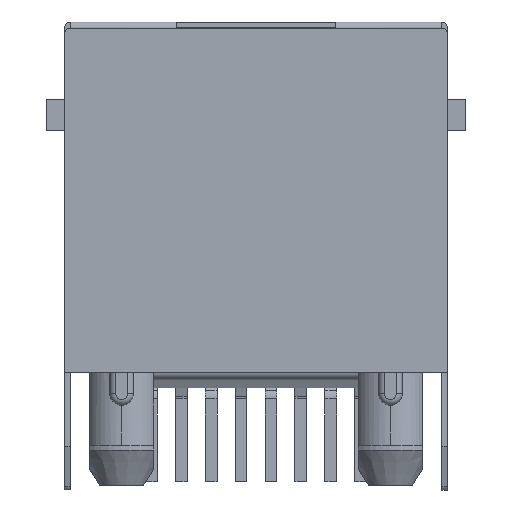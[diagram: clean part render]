
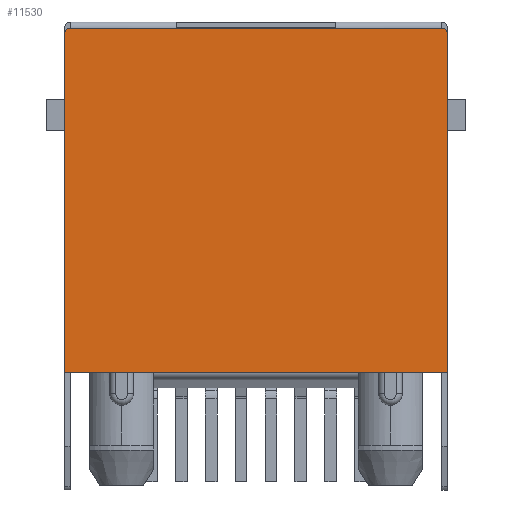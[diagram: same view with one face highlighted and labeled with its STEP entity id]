
A CAD part, front view. The second image highlights one B-rep face of the part: STEP entity #11530.
In plain terms, the highlighted planar face has unit normal (0, -1, 0).
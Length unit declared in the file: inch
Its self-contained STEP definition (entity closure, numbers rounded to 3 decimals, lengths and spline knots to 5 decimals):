
#292 = VERTEX_POINT ( 'NONE', #14335 ) ;
#629 = EDGE_CURVE ( 'NONE', #15587, #21625, #6191, .T. ) ;
#1756 = ORIENTED_EDGE ( 'NONE', *, *, #19440, .T. ) ;
#1868 = VERTEX_POINT ( 'NONE', #12205 ) ;
#1911 = CARTESIAN_POINT ( 'NONE',  ( -0.31063, -0.26378, -0.00866 ) ) ;
#2366 = CARTESIAN_POINT ( 'NONE',  ( -0.32087, -0.26378, -0.5748 ) ) ;
#3450 = PLANE ( 'NONE',  #25434 ) ;
#4636 = CARTESIAN_POINT ( 'NONE',  ( 0.32087, -0.26378, 0.01181 ) ) ;
#4943 = CARTESIAN_POINT ( 'NONE',  ( 0.32087, -0.26378, 0.00157 ) ) ;
#5028 = DIRECTION ( 'NONE',  ( 0., -1., 0. ) ) ;
#5053 = CARTESIAN_POINT ( 'NONE',  ( -0.32087, -0.26378, -0.00866 ) ) ;
#5676 = FACE_OUTER_BOUND ( 'NONE', #11928, .T. ) ;
#6191 = LINE ( 'NONE', #12959, #28133 ) ;
#6339 = VERTEX_POINT ( 'NONE', #5053 ) ;
#8015 = CARTESIAN_POINT ( 'NONE',  ( 0.32087, -0.26378, 0.01181 ) ) ;
#8911 = DIRECTION ( 'NONE',  ( 0., 1., 0. ) ) ;
#9242 = ORIENTED_EDGE ( 'NONE', *, *, #10622, .T. ) ;
#10622 = EDGE_CURVE ( 'NONE', #1868, #6339, #24039, .T. ) ;
#10745 = DIRECTION ( 'NONE',  ( 0., -1., 0. ) ) ;
#11040 = VECTOR ( 'NONE', #25218, 39.37008 ) ;
#11145 = CARTESIAN_POINT ( 'NONE',  ( 0.32087, -0.26378, -0.5748 ) ) ;
#11530 = ADVANCED_FACE ( 'NONE', ( #5676 ), #3450, .F. ) ;
#11928 = EDGE_LOOP ( 'NONE', ( #1756, #9242, #12776, #24240, #19908, #17415 ) ) ;
#12205 = CARTESIAN_POINT ( 'NONE',  ( -0.31063, -0.26378, 0.00157 ) ) ;
#12776 = ORIENTED_EDGE ( 'NONE', *, *, #20247, .T. ) ;
#12959 = CARTESIAN_POINT ( 'NONE',  ( 0.32087, -0.26378, -0.5748 ) ) ;
#14228 = CARTESIAN_POINT ( 'NONE',  ( 0.32087, -0.26378, -0.00866 ) ) ;
#14335 = CARTESIAN_POINT ( 'NONE',  ( 0.31063, -0.26378, 0.00157 ) ) ;
#15488 = DIRECTION ( 'NONE',  ( -1., 0., 0. ) ) ;
#15587 = VERTEX_POINT ( 'NONE', #11145 ) ;
#15871 = LINE ( 'NONE', #16307, #26104 ) ;
#16307 = CARTESIAN_POINT ( 'NONE',  ( -0.32087, -0.26378, 0.01181 ) ) ;
#16622 = VECTOR ( 'NONE', #25930, 39.37008 ) ;
#17415 = ORIENTED_EDGE ( 'NONE', *, *, #21352, .T. ) ;
#18037 = DIRECTION ( 'NONE',  ( 1., 0., 0. ) ) ;
#18561 = EDGE_CURVE ( 'NONE', #23332, #15587, #19207, .T. ) ;
#18563 = DIRECTION ( 'NONE',  ( -1., 0., 0. ) ) ;
#19207 = LINE ( 'NONE', #8015, #16622 ) ;
#19440 = EDGE_CURVE ( 'NONE', #292, #1868, #23024, .T. ) ;
#19908 = ORIENTED_EDGE ( 'NONE', *, *, #18561, .F. ) ;
#20247 = EDGE_CURVE ( 'NONE', #6339, #21625, #15871, .T. ) ;
#21009 = AXIS2_PLACEMENT_3D ( 'NONE', #27238, #5028, #18563 ) ;
#21352 = EDGE_CURVE ( 'NONE', #23332, #292, #25682, .T. ) ;
#21625 = VERTEX_POINT ( 'NONE', #2366 ) ;
#21937 = DIRECTION ( 'NONE',  ( -1., 0., 0. ) ) ;
#23024 = LINE ( 'NONE', #4943, #11040 ) ;
#23332 = VERTEX_POINT ( 'NONE', #14228 ) ;
#24039 = CIRCLE ( 'NONE', #28253, 0.01024 ) ;
#24240 = ORIENTED_EDGE ( 'NONE', *, *, #629, .F. ) ;
#25080 = DIRECTION ( 'NONE',  ( 0., 0., -1. ) ) ;
#25218 = DIRECTION ( 'NONE',  ( -1., 0., 0. ) ) ;
#25434 = AXIS2_PLACEMENT_3D ( 'NONE', #4636, #8911, #18037 ) ;
#25682 = CIRCLE ( 'NONE', #21009, 0.01024 ) ;
#25930 = DIRECTION ( 'NONE',  ( 0., 0., -1. ) ) ;
#26104 = VECTOR ( 'NONE', #25080, 39.37008 ) ;
#27238 = CARTESIAN_POINT ( 'NONE',  ( 0.31063, -0.26378, -0.00866 ) ) ;
#28133 = VECTOR ( 'NONE', #21937, 39.37008 ) ;
#28253 = AXIS2_PLACEMENT_3D ( 'NONE', #1911, #10745, #15488 ) ;
